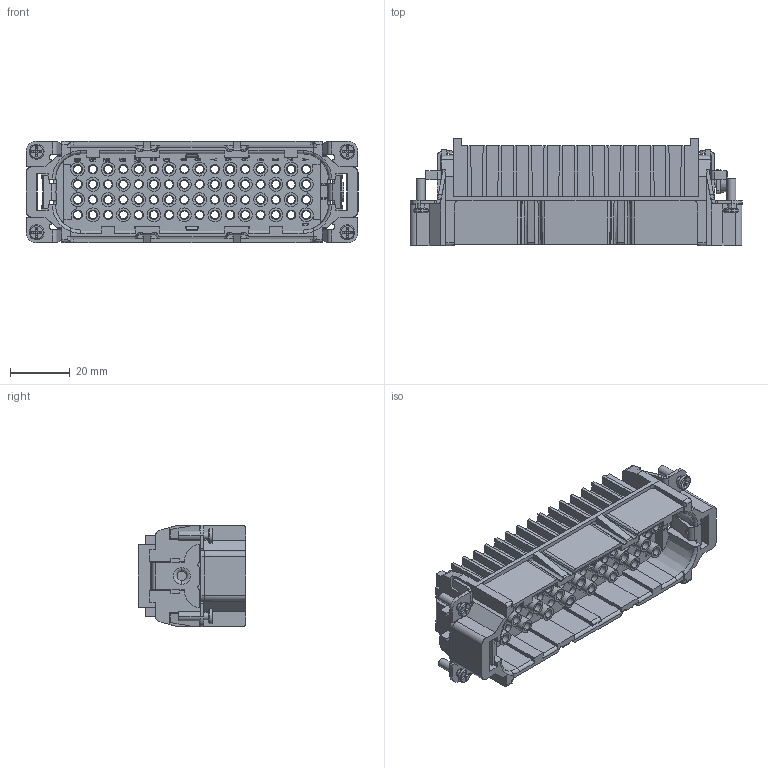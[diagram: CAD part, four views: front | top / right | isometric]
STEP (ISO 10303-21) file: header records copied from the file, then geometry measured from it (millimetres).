
FILE_DESCRIPTION((''),'2;1');
FILE_NAME('HD-064-M','2017-08-22T',('tl.yang'),(''),'PRO/ENGINEER BY PARAMETRIC TECHNOLOGY CORPORATION, 2011500','PRO/ENGINEER BY PARAMETRIC TECHNOLOGY CORPORATION, 2011500','');
FILE_SCHEMA(('CONFIG_CONTROL_DESIGN'));
Products named in the file (1): HD-064-M
Bounding box: 111.1 x 36 x 34 mm (x, y, z)
Volume: 46179.8 mm3; surface area: 39739.9 mm2
Topology: 1 solids, 1 shells, 3513 faces, 10052 edges, 6742 vertices
Faces by surface type: plane 2885, cylinder 508, bspline 72, cone 26, torus 14, sphere 8
Entity records: 116024 total; most frequent: CARTESIAN_POINT 23133, ORIENTED_EDGE 20088, DIRECTION 17878, EDGE_CURVE 10044, VECTOR 8648, LINE 8648, VERTEX_POINT 6742, AXIS2_PLACEMENT_3D 4615
